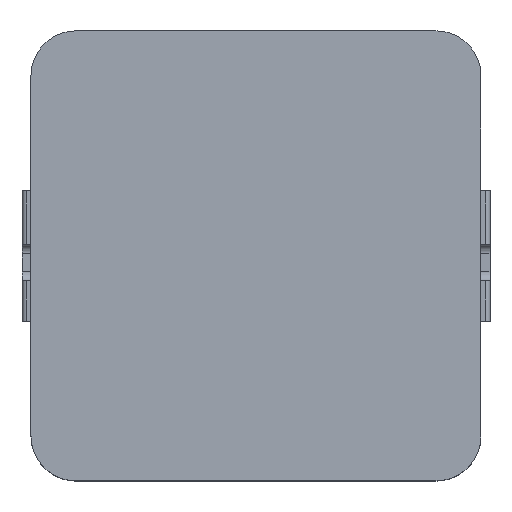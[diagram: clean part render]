
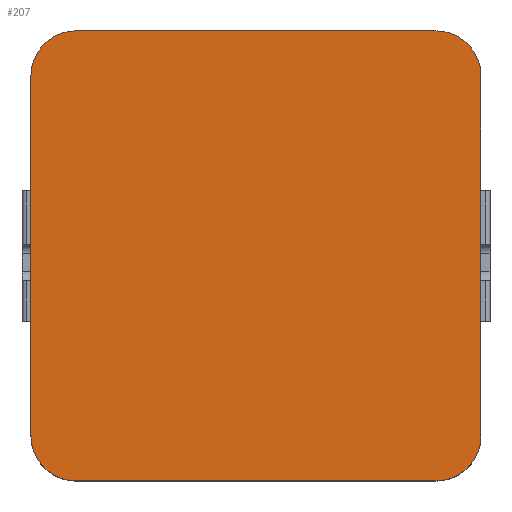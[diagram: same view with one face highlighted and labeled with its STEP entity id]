
A CAD part, top view. The second image highlights one B-rep face of the part: STEP entity #207.
In plain terms, the highlighted planar face has unit normal (0, 0, 1).
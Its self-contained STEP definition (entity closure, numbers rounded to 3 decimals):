
#207=ADVANCED_FACE('',(#357),#280,.T.);
#280=PLANE('',#1956);
#357=FACE_OUTER_BOUND('',#459,.T.);
#459=EDGE_LOOP('',(#843,#844,#845,#846,#847,#848,#849,#850));
#541=CIRCLE('',#1945,1.);
#542=CIRCLE('',#1948,1.);
#543=CIRCLE('',#1950,1.);
#544=CIRCLE('',#1953,1.);
#843=ORIENTED_EDGE('',*,*,#1382,.T.);
#844=ORIENTED_EDGE('',*,*,#1385,.T.);
#845=ORIENTED_EDGE('',*,*,#1386,.T.);
#846=ORIENTED_EDGE('',*,*,#1363,.T.);
#847=ORIENTED_EDGE('',*,*,#1388,.T.);
#848=ORIENTED_EDGE('',*,*,#1390,.T.);
#849=ORIENTED_EDGE('',*,*,#1392,.T.);
#850=ORIENTED_EDGE('',*,*,#1395,.T.);
#1159=VERTEX_POINT('',#3769);
#1160=VERTEX_POINT('',#3771);
#1175=VERTEX_POINT('',#3806);
#1176=VERTEX_POINT('',#3808);
#1177=VERTEX_POINT('',#3812);
#1178=VERTEX_POINT('',#3818);
#1179=VERTEX_POINT('',#3822);
#1180=VERTEX_POINT('',#3826);
#1363=EDGE_CURVE('',#1160,#1159,#1581,.T.);
#1382=EDGE_CURVE('',#1176,#1175,#541,.T.);
#1385=EDGE_CURVE('',#1175,#1177,#1598,.T.);
#1386=EDGE_CURVE('',#1177,#1160,#542,.T.);
#1388=EDGE_CURVE('',#1159,#1178,#543,.T.);
#1390=EDGE_CURVE('',#1178,#1179,#1601,.T.);
#1392=EDGE_CURVE('',#1179,#1180,#544,.T.);
#1395=EDGE_CURVE('',#1180,#1176,#1605,.T.);
#1581=LINE('',#3770,#1761);
#1598=LINE('',#3813,#1778);
#1601=LINE('',#3823,#1781);
#1605=LINE('',#3833,#1785);
#1761=VECTOR('',#2249,1.);
#1778=VECTOR('',#2282,1.);
#1781=VECTOR('',#2295,1.);
#1785=VECTOR('',#2305,1.);
#1945=AXIS2_PLACEMENT_3D('',#3807,#2276,#2277);
#1948=AXIS2_PLACEMENT_3D('',#3815,#2285,#2286);
#1950=AXIS2_PLACEMENT_3D('',#3819,#2290,#2291);
#1953=AXIS2_PLACEMENT_3D('',#3827,#2299,#2300);
#1956=AXIS2_PLACEMENT_3D('',#3836,#2309,#2310);
#2249=DIRECTION('',(0.,1.,0.));
#2276=DIRECTION('',(0.,0.,1.));
#2277=DIRECTION('',(1.,0.,0.));
#2282=DIRECTION('',(1.,0.,0.));
#2285=DIRECTION('',(0.,0.,1.));
#2286=DIRECTION('',(1.,0.,0.));
#2290=DIRECTION('',(0.,0.,1.));
#2291=DIRECTION('',(1.,0.,0.));
#2295=DIRECTION('',(-1.,0.,0.));
#2299=DIRECTION('',(0.,0.,1.));
#2300=DIRECTION('',(1.,0.,0.));
#2305=DIRECTION('',(0.,-1.,0.));
#2309=DIRECTION('',(0.,0.,1.));
#2310=DIRECTION('',(1.,0.,0.));
#3769=CARTESIAN_POINT('',(1920.946,332.26,2.95));
#3770=CARTESIAN_POINT('',(1920.946,324.26,2.95));
#3771=CARTESIAN_POINT('',(1920.946,324.26,2.95));
#3806=CARTESIAN_POINT('',(1911.946,323.26,2.95));
#3807=CARTESIAN_POINT('',(1911.946,324.26,2.95));
#3808=CARTESIAN_POINT('',(1910.946,324.26,2.95));
#3812=CARTESIAN_POINT('',(1919.946,323.26,2.95));
#3813=CARTESIAN_POINT('',(1911.946,323.26,2.95));
#3815=CARTESIAN_POINT('',(1919.946,324.26,2.95));
#3818=CARTESIAN_POINT('',(1919.946,333.26,2.95));
#3819=CARTESIAN_POINT('',(1919.946,332.26,2.95));
#3822=CARTESIAN_POINT('',(1911.946,333.26,2.95));
#3823=CARTESIAN_POINT('',(1919.946,333.26,2.95));
#3826=CARTESIAN_POINT('',(1910.946,332.26,2.95));
#3827=CARTESIAN_POINT('',(1911.946,332.26,2.95));
#3833=CARTESIAN_POINT('',(1910.946,332.26,2.95));
#3836=CARTESIAN_POINT('',(1911.946,324.26,2.95));
